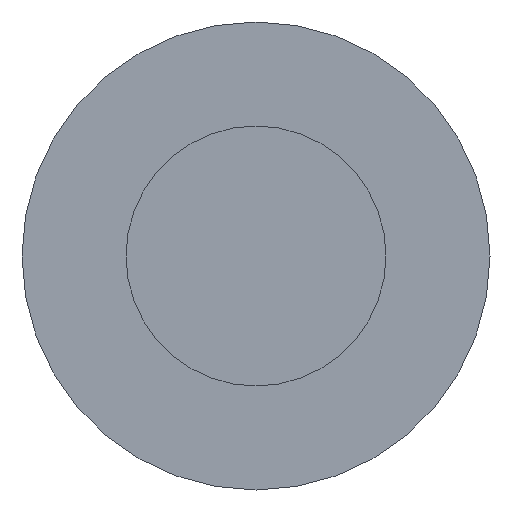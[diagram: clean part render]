
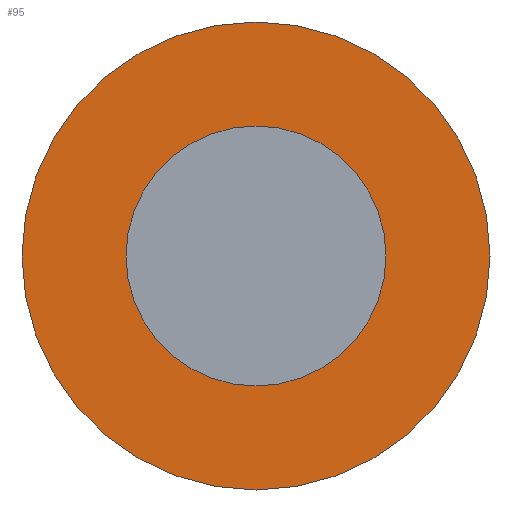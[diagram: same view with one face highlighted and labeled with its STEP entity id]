
A CAD part, front view. The second image highlights one B-rep face of the part: STEP entity #95.
In plain terms, the highlighted planar face has unit normal (0, -1, 0).
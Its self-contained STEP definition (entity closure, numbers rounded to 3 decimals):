
#5 = ORIENTED_EDGE ( 'NONE', *, *, #331, .F. ) ;
#6 = CARTESIAN_POINT ( 'NONE',  ( 0., 4., 2.7 ) ) ;
#15 = CIRCLE ( 'NONE', #438, 1.5 ) ;
#56 = DIRECTION ( 'NONE',  ( 0., 0., -1. ) ) ;
#57 = CARTESIAN_POINT ( 'NONE',  ( 0., 4., -2.7 ) ) ;
#66 = CARTESIAN_POINT ( 'NONE',  ( 0., 4., 1.5 ) ) ;
#79 = VERTEX_POINT ( 'NONE', #57 ) ;
#88 = CARTESIAN_POINT ( 'NONE',  ( 0., 4., 0. ) ) ;
#92 = VERTEX_POINT ( 'NONE', #66 ) ;
#95 = ADVANCED_FACE ( 'NONE', ( #442, #366 ), #342, .T. ) ;
#115 = AXIS2_PLACEMENT_3D ( 'NONE', #138, #304, #184 ) ;
#123 = EDGE_LOOP ( 'NONE', ( #209, #5 ) ) ;
#138 = CARTESIAN_POINT ( 'NONE',  ( 1.5, 4., 0. ) ) ;
#141 = AXIS2_PLACEMENT_3D ( 'NONE', #419, #451, #258 ) ;
#149 = CARTESIAN_POINT ( 'NONE',  ( 0., 4., 0. ) ) ;
#169 = EDGE_CURVE ( 'NONE', #79, #312, #294, .T. ) ;
#184 = DIRECTION ( 'NONE',  ( 0., 0., -1. ) ) ;
#200 = CIRCLE ( 'NONE', #243, 1.5 ) ;
#208 = DIRECTION ( 'NONE',  ( 0., -1., 0. ) ) ;
#209 = ORIENTED_EDGE ( 'NONE', *, *, #247, .F. ) ;
#220 = EDGE_CURVE ( 'NONE', #312, #79, #316, .T. ) ;
#243 = AXIS2_PLACEMENT_3D ( 'NONE', #149, #356, #352 ) ;
#247 = EDGE_CURVE ( 'NONE', #443, #92, #15, .T. ) ;
#258 = DIRECTION ( 'NONE',  ( 0., 0., -1. ) ) ;
#294 = CIRCLE ( 'NONE', #453, 2.7 ) ;
#304 = DIRECTION ( 'NONE',  ( 0., -1., 0. ) ) ;
#312 = VERTEX_POINT ( 'NONE', #6 ) ;
#316 = CIRCLE ( 'NONE', #141, 2.7 ) ;
#321 = ORIENTED_EDGE ( 'NONE', *, *, #169, .T. ) ;
#323 = DIRECTION ( 'NONE',  ( 0., 0., -1. ) ) ;
#327 = ORIENTED_EDGE ( 'NONE', *, *, #220, .T. ) ;
#331 = EDGE_CURVE ( 'NONE', #92, #443, #200, .T. ) ;
#342 = PLANE ( 'NONE',  #115 ) ;
#352 = DIRECTION ( 'NONE',  ( 0., 0., -1. ) ) ;
#356 = DIRECTION ( 'NONE',  ( 0., -1., 0. ) ) ;
#366 = FACE_BOUND ( 'NONE', #123, .T. ) ;
#395 = EDGE_LOOP ( 'NONE', ( #321, #327 ) ) ;
#419 = CARTESIAN_POINT ( 'NONE',  ( 0., 4., 0. ) ) ;
#428 = DIRECTION ( 'NONE',  ( 0., -1., 0. ) ) ;
#438 = AXIS2_PLACEMENT_3D ( 'NONE', #458, #428, #56 ) ;
#442 = FACE_OUTER_BOUND ( 'NONE', #395, .T. ) ;
#443 = VERTEX_POINT ( 'NONE', #448 ) ;
#448 = CARTESIAN_POINT ( 'NONE',  ( 0., 4., -1.5 ) ) ;
#451 = DIRECTION ( 'NONE',  ( 0., -1., 0. ) ) ;
#453 = AXIS2_PLACEMENT_3D ( 'NONE', #88, #208, #323 ) ;
#458 = CARTESIAN_POINT ( 'NONE',  ( 0., 4., 0. ) ) ;
